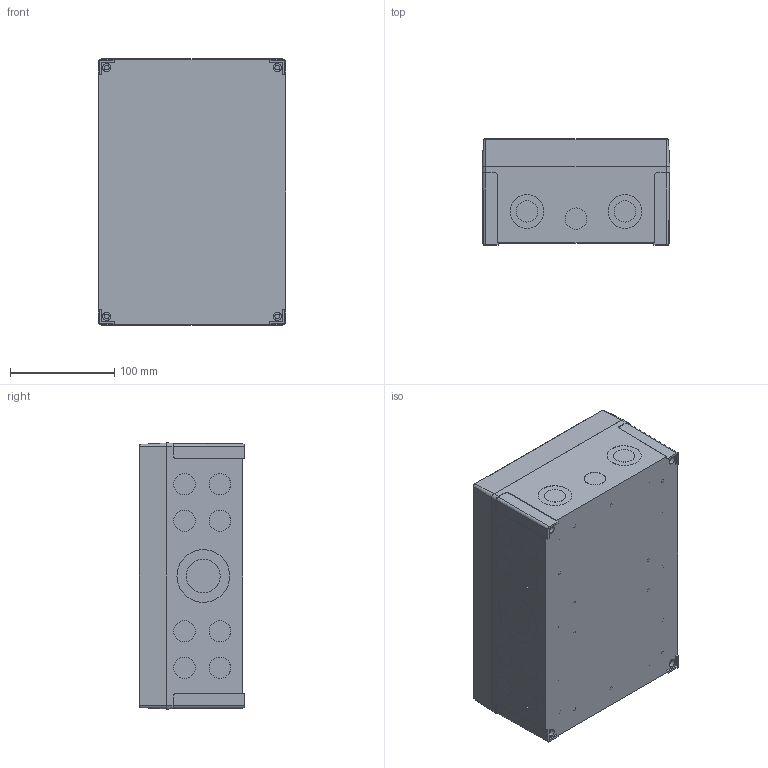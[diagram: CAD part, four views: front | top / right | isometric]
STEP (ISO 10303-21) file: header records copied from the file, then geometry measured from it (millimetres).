
FILE_DESCRIPTION (( 'STEP AP203' ), '1' );
FILE_NAME ('ULPCM200100XT_Default.step', '2025-08-29T17:50:47', ( 'Windows User' ), ( 'AUTOMATION DIRECT' ), 'SwSTEP 2.0', 'SolidWorks 2024', '' );
FILE_SCHEMA (( 'CONFIG_CONTROL_DESIGN' ));
Length unit declared in the file: inch
Products named in the file (1): ULPCM200100XT_Default
Bounding box: 180.1 x 101.6 x 255.1 mm (x, y, z)
Volume: 593607.3 mm3; surface area: 366420.3 mm2
Topology: 6 solids, 6 shells, 720 faces, 1697 edges, 1118 vertices
Faces by surface type: plane 392, cylinder 284, cone 44
Entity records: 21002 total; most frequent: DIRECTION 3767, CARTESIAN_POINT 3728, ORIENTED_EDGE 3394, EDGE_CURVE 1697, AXIS2_PLACEMENT_3D 1397, VERTEX_POINT 1118, LINE 973, VECTOR 973
